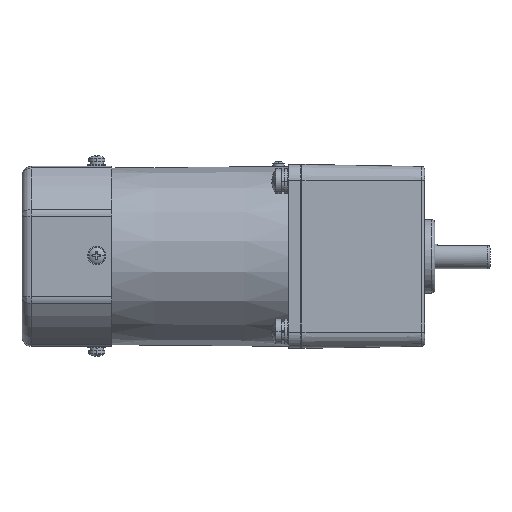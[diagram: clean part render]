
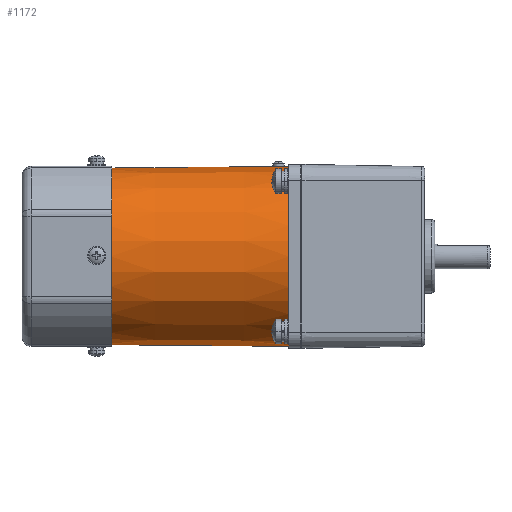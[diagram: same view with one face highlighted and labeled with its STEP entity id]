
A CAD part, front view. The second image highlights one B-rep face of the part: STEP entity #1172.
In plain terms, the highlighted conical face has half-angle 0.503 degrees and reference radius 43.236 mm.
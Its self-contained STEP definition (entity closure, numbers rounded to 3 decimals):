
#1172 = ADVANCED_FACE ( 'NONE', ( #26508 ), #26408, .T. ) ;
#1733 = ORIENTED_EDGE ( 'NONE', *, *, #30857, .T. ) ;
#2471 = CARTESIAN_POINT ( 'NONE',  ( -2380.797, -775.157, 0. ) ) ;
#3217 = ORIENTED_EDGE ( 'NONE', *, *, #14600, .T. ) ;
#3555 = LINE ( 'NONE', #15900, #30355 ) ;
#4841 = CARTESIAN_POINT ( 'NONE',  ( 2632.292, -775.157, 0. ) ) ;
#6415 = AXIS2_PLACEMENT_3D ( 'NONE', #10618, #23003, #35436 ) ;
#7610 = VERTEX_POINT ( 'NONE', #32673 ) ;
#9753 = EDGE_CURVE ( 'NONE', #39021, #19462, #23938, .T. ) ;
#9776 = DIRECTION ( 'NONE',  ( 1., 0., -0.009 ) ) ;
#10618 = CARTESIAN_POINT ( 'NONE',  ( 2545.293, -775.157, 0. ) ) ;
#11085 = DIRECTION ( 'NONE',  ( 1., 0., 0. ) ) ;
#12997 = CIRCLE ( 'NONE', #35762, 44. ) ;
#13162 = EDGE_LOOP ( 'NONE', ( #13251, #26969, #1733, #17208, #3217 ) ) ;
#13251 = ORIENTED_EDGE ( 'NONE', *, *, #33428, .F. ) ;
#13936 = CARTESIAN_POINT ( 'NONE',  ( 2545.293, -775.157, 43.236 ) ) ;
#14600 = EDGE_CURVE ( 'NONE', #33516, #7610, #30271, .T. ) ;
#14824 = DIRECTION ( 'NONE',  ( -1., 0., -0.009 ) ) ;
#15900 = CARTESIAN_POINT ( 'NONE',  ( 2545.293, -775.157, 43.236 ) ) ;
#17191 = DIRECTION ( 'NONE',  ( -1., 0., 0. ) ) ;
#17208 = ORIENTED_EDGE ( 'NONE', *, *, #37955, .T. ) ;
#19462 = VERTEX_POINT ( 'NONE', #13936 ) ;
#20559 = AXIS2_PLACEMENT_3D ( 'NONE', #38974, #11085, #23476 ) ;
#21135 = CARTESIAN_POINT ( 'NONE',  ( 2545.293, -775.157, -43.236 ) ) ;
#23003 = DIRECTION ( 'NONE',  ( -1., 0., 0. ) ) ;
#23078 = VERTEX_POINT ( 'NONE', #36400 ) ;
#23476 = DIRECTION ( 'NONE',  ( 0., 0., -1. ) ) ;
#23938 = CIRCLE ( 'NONE', #6415, 43.236 ) ;
#25219 = LINE ( 'NONE', #37677, #32656 ) ;
#26408 = CONICAL_SURFACE ( 'NONE', #20559, 43.236, 0.009 ) ;
#26508 = FACE_OUTER_BOUND ( 'NONE', #13162, .T. ) ;
#26969 = ORIENTED_EDGE ( 'NONE', *, *, #9753, .F. ) ;
#28326 = DIRECTION ( 'NONE',  ( 1., 0., 0.009 ) ) ;
#28946 = CARTESIAN_POINT ( 'NONE',  ( 2632.292, -775.157, 44. ) ) ;
#29619 = DIRECTION ( 'NONE',  ( 0., 0., -1. ) ) ;
#30271 = LINE ( 'NONE', #2471, #31814 ) ;
#30355 = VECTOR ( 'NONE', #28326, 1000. ) ;
#30857 = EDGE_CURVE ( 'NONE', #39021, #23078, #25219, .T. ) ;
#31814 = VECTOR ( 'NONE', #14824, 1000. ) ;
#32656 = VECTOR ( 'NONE', #9776, 1000. ) ;
#32673 = CARTESIAN_POINT ( 'NONE',  ( 2622.292, -775.157, 43.912 ) ) ;
#33428 = EDGE_CURVE ( 'NONE', #19462, #7610, #3555, .T. ) ;
#33516 = VERTEX_POINT ( 'NONE', #28946 ) ;
#35436 = DIRECTION ( 'NONE',  ( 0., 0., 1. ) ) ;
#35762 = AXIS2_PLACEMENT_3D ( 'NONE', #4841, #17191, #29619 ) ;
#36400 = CARTESIAN_POINT ( 'NONE',  ( 2632.292, -775.157, -44. ) ) ;
#37677 = CARTESIAN_POINT ( 'NONE',  ( 2545.293, -775.157, -43.236 ) ) ;
#37955 = EDGE_CURVE ( 'NONE', #23078, #33516, #12997, .T. ) ;
#38974 = CARTESIAN_POINT ( 'NONE',  ( 2545.293, -775.157, 0. ) ) ;
#39021 = VERTEX_POINT ( 'NONE', #21135 ) ;
